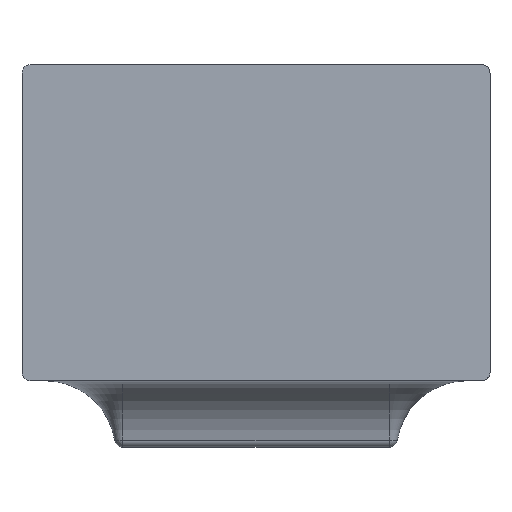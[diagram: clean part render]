
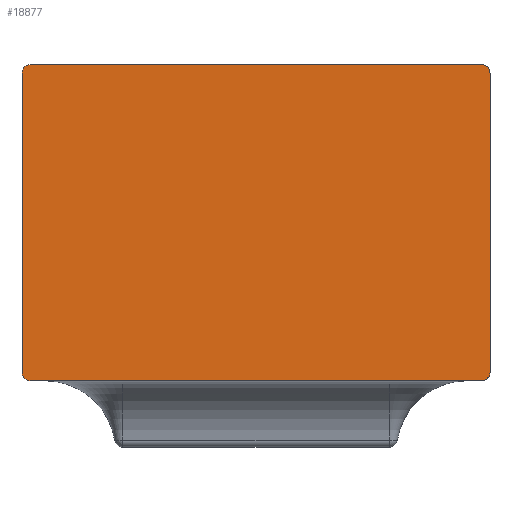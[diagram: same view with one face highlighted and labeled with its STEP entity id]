
A CAD part, front view. The second image highlights one B-rep face of the part: STEP entity #18877.
In plain terms, the highlighted planar face has unit normal (0, -1, 0).
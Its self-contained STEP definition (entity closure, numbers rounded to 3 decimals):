
#1751=CARTESIAN_POINT('',(11.5,0.,-63.));
#1752=VERTEX_POINT('',#1751);
#1759=CARTESIAN_POINT('',(-97.037,0.,-63.));
#1760=VERTEX_POINT('',#1759);
#1761=CARTESIAN_POINT('',(11.5,0.,-63.));
#1762=DIRECTION('',(-1.,0.,-0.));
#1763=VECTOR('',#1762,108.537);
#1764=LINE('',#1761,#1763);
#1765=EDGE_CURVE('',#1752,#1760,#1764,.T.);
#5768=CARTESIAN_POINT('',(11.5,0.,13.));
#5769=VERTEX_POINT('',#5768);
#5784=CARTESIAN_POINT('',(-97.037,0.,13.));
#5785=VERTEX_POINT('',#5784);
#5792=CARTESIAN_POINT('',(11.5,0.,13.));
#5793=DIRECTION('',(-1.,0.,0.));
#5794=VECTOR('',#5793,108.537);
#5795=LINE('',#5792,#5794);
#5796=EDGE_CURVE('',#5769,#5785,#5795,.T.);
#7204=CARTESIAN_POINT('',(-99.037,0.,11.));
#7205=VERTEX_POINT('',#7204);
#7227=CARTESIAN_POINT('',(-99.037,0.,-61.));
#7228=VERTEX_POINT('',#7227);
#7235=CARTESIAN_POINT('',(-99.037,0.,11.));
#7236=DIRECTION('',(0.,0.,-1.));
#7237=VECTOR('',#7236,72.);
#7238=LINE('',#7235,#7237);
#7239=EDGE_CURVE('',#7205,#7228,#7238,.T.);
#8725=CARTESIAN_POINT('',(13.5,-0.,11.));
#8726=VERTEX_POINT('',#8725);
#8752=CARTESIAN_POINT('',(11.5,0.,13.));
#8753=CARTESIAN_POINT('',(11.736,0.,13.));
#8754=CARTESIAN_POINT('',(11.99,0.,12.957));
#8755=CARTESIAN_POINT('',(12.236,0.,12.86));
#8756=CARTESIAN_POINT('',(12.482,0.,12.762));
#8757=CARTESIAN_POINT('',(12.719,0.,12.609));
#8758=CARTESIAN_POINT('',(12.914,0.,12.414));
#8759=CARTESIAN_POINT('',(13.109,0.,12.219));
#8760=CARTESIAN_POINT('',(13.262,0.,11.982));
#8761=CARTESIAN_POINT('',(13.36,0.,11.736));
#8762=CARTESIAN_POINT('',(13.457,0.,11.49));
#8763=CARTESIAN_POINT('',(13.5,0.,11.236));
#8764=CARTESIAN_POINT('',(13.5,0.,11.));
#8765=B_SPLINE_CURVE_WITH_KNOTS('',3,(#8752,#8753,#8754,#8755,#8756,#8757,#8758,#8759,#8760,#8761,#8762,#8763,#8764),.UNSPECIFIED.,.F.,.F.,(4,3,3,3,4),(-0.785,-0.393,0.,0.393,0.785),.UNSPECIFIED.);
#8766=EDGE_CURVE('',#5769,#8726,#8765,.T.);
#8793=CARTESIAN_POINT('',(13.5,0.,-61.));
#8794=VERTEX_POINT('',#8793);
#8795=CARTESIAN_POINT('',(13.5,0.,-61.));
#8796=DIRECTION('',(0.,0.,1.));
#8797=VECTOR('',#8796,72.);
#8798=LINE('',#8795,#8797);
#8799=EDGE_CURVE('',#8794,#8726,#8798,.T.);
#9091=CARTESIAN_POINT('',(13.5,0.,-61.));
#9092=CARTESIAN_POINT('',(13.5,0.,-61.236));
#9093=CARTESIAN_POINT('',(13.457,0.,-61.49));
#9094=CARTESIAN_POINT('',(13.36,0.,-61.736));
#9095=CARTESIAN_POINT('',(13.262,0.,-61.982));
#9096=CARTESIAN_POINT('',(13.109,0.,-62.219));
#9097=CARTESIAN_POINT('',(12.914,0.,-62.414));
#9098=CARTESIAN_POINT('',(12.719,0.,-62.609));
#9099=CARTESIAN_POINT('',(12.482,0.,-62.762));
#9100=CARTESIAN_POINT('',(12.236,0.,-62.86));
#9101=CARTESIAN_POINT('',(11.99,0.,-62.957));
#9102=CARTESIAN_POINT('',(11.736,0.,-63.));
#9103=CARTESIAN_POINT('',(11.5,0.,-63.));
#9104=B_SPLINE_CURVE_WITH_KNOTS('',3,(#9091,#9092,#9093,#9094,#9095,#9096,#9097,#9098,#9099,#9100,#9101,#9102,#9103),.UNSPECIFIED.,.F.,.F.,(4,3,3,3,4),(-0.785,-0.393,0.,0.393,0.785),.UNSPECIFIED.);
#9105=EDGE_CURVE('',#8794,#1752,#9104,.T.);
#18633=CARTESIAN_POINT('',(-97.037,0.,11.));
#18634=DIRECTION('',(0.,-1.,0.));
#18635=DIRECTION('',(0.,0.,-1.));
#18636=AXIS2_PLACEMENT_3D('',#18633,#18634,#18635);
#18637=CIRCLE('',#18636,2.);
#18638=EDGE_CURVE('',#5785,#7205,#18637,.T.);
#18774=CARTESIAN_POINT('',(-97.037,0.,-61.));
#18775=DIRECTION('',(0.,-1.,0.));
#18776=DIRECTION('',(0.,0.,-1.));
#18777=AXIS2_PLACEMENT_3D('',#18774,#18775,#18776);
#18778=CIRCLE('',#18777,2.);
#18779=EDGE_CURVE('',#7228,#1760,#18778,.T.);
#18862=CARTESIAN_POINT('',(0.,0.,0.));
#18863=DIRECTION('',(0.,-1.,0.));
#18864=DIRECTION('',(-1.,0.,0.));
#18865=AXIS2_PLACEMENT_3D('',#18862,#18863,#18864);
#18866=PLANE('',#18865);
#18867=ORIENTED_EDGE('',*,*,#1765,.F.);
#18868=ORIENTED_EDGE('',*,*,#9105,.F.);
#18869=ORIENTED_EDGE('',*,*,#8799,.T.);
#18870=ORIENTED_EDGE('',*,*,#8766,.F.);
#18871=ORIENTED_EDGE('',*,*,#5796,.T.);
#18872=ORIENTED_EDGE('',*,*,#18638,.T.);
#18873=ORIENTED_EDGE('',*,*,#7239,.T.);
#18874=ORIENTED_EDGE('',*,*,#18779,.T.);
#18875=EDGE_LOOP('',(#18867,#18868,#18869,#18870,#18871,#18872,#18873,#18874));
#18876=FACE_BOUND('',#18875,.T.);
#18877=ADVANCED_FACE('',(#18876),#18866,.T.);
